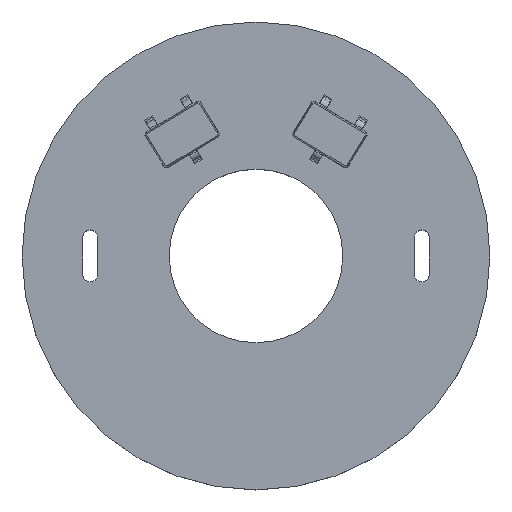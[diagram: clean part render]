
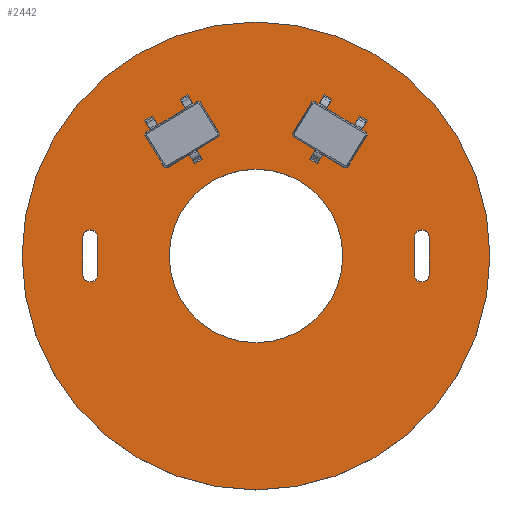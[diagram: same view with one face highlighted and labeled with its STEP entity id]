
A CAD part, top view. The second image highlights one B-rep face of the part: STEP entity #2442.
In plain terms, the highlighted planar face has unit normal (0, 0, 1).
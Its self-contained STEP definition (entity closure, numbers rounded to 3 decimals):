
#2324 = VERTEX_POINT('',#2325);
#2325 = CARTESIAN_POINT('',(10.792,0.,1.6));
#2331 = EDGE_CURVE('',#2324,#2324,#2332,.T.);
#2332 = CIRCLE('',#2333,10.792);
#2333 = AXIS2_PLACEMENT_3D('',#2334,#2335,#2336);
#2334 = CARTESIAN_POINT('',(0.,0.,1.6));
#2335 = DIRECTION('',(0.,0.,1.));
#2336 = DIRECTION('',(1.,0.,-0.));
#2442 = ADVANCED_FACE('',(#2443,#2446,#2482,#2493),#2529,.T.);
#2443 = FACE_BOUND('',#2444,.T.);
#2444 = EDGE_LOOP('',(#2445));
#2445 = ORIENTED_EDGE('',*,*,#2331,.T.);
#2446 = FACE_BOUND('',#2447,.T.);
#2447 = EDGE_LOOP('',(#2448,#2459,#2467,#2476));
#2448 = ORIENTED_EDGE('',*,*,#2449,.T.);
#2449 = EDGE_CURVE('',#2450,#2452,#2454,.T.);
#2450 = VERTEX_POINT('',#2451);
#2451 = CARTESIAN_POINT('',(-8.,0.85,1.6));
#2452 = VERTEX_POINT('',#2453);
#2453 = CARTESIAN_POINT('',(-7.3,0.85,1.6));
#2454 = CIRCLE('',#2455,0.35);
#2455 = AXIS2_PLACEMENT_3D('',#2456,#2457,#2458);
#2456 = CARTESIAN_POINT('',(-7.65,0.85,1.6));
#2457 = DIRECTION('',(0.,-0.,-1.));
#2458 = DIRECTION('',(1.,0.,-0.));
#2459 = ORIENTED_EDGE('',*,*,#2460,.T.);
#2460 = EDGE_CURVE('',#2452,#2461,#2463,.T.);
#2461 = VERTEX_POINT('',#2462);
#2462 = CARTESIAN_POINT('',(-7.3,-0.85,1.6));
#2463 = LINE('',#2464,#2465);
#2464 = CARTESIAN_POINT('',(-7.3,-0.425,1.6));
#2465 = VECTOR('',#2466,1.);
#2466 = DIRECTION('',(0.,-1.,0.));
#2467 = ORIENTED_EDGE('',*,*,#2468,.T.);
#2468 = EDGE_CURVE('',#2461,#2469,#2471,.T.);
#2469 = VERTEX_POINT('',#2470);
#2470 = CARTESIAN_POINT('',(-8.,-0.85,1.6));
#2471 = CIRCLE('',#2472,0.35);
#2472 = AXIS2_PLACEMENT_3D('',#2473,#2474,#2475);
#2473 = CARTESIAN_POINT('',(-7.65,-0.85,1.6));
#2474 = DIRECTION('',(-0.,0.,-1.));
#2475 = DIRECTION('',(-1.,0.,0.));
#2476 = ORIENTED_EDGE('',*,*,#2477,.T.);
#2477 = EDGE_CURVE('',#2469,#2450,#2478,.T.);
#2478 = LINE('',#2479,#2480);
#2479 = CARTESIAN_POINT('',(-8.,0.425,1.6));
#2480 = VECTOR('',#2481,1.);
#2481 = DIRECTION('',(-0.,1.,0.));
#2482 = FACE_BOUND('',#2483,.T.);
#2483 = EDGE_LOOP('',(#2484));
#2484 = ORIENTED_EDGE('',*,*,#2485,.F.);
#2485 = EDGE_CURVE('',#2486,#2486,#2488,.T.);
#2486 = VERTEX_POINT('',#2487);
#2487 = CARTESIAN_POINT('',(4.,0.,1.6));
#2488 = CIRCLE('',#2489,4.);
#2489 = AXIS2_PLACEMENT_3D('',#2490,#2491,#2492);
#2490 = CARTESIAN_POINT('',(0.,0.,1.6));
#2491 = DIRECTION('',(0.,0.,1.));
#2492 = DIRECTION('',(1.,0.,-0.));
#2493 = FACE_BOUND('',#2494,.T.);
#2494 = EDGE_LOOP('',(#2495,#2506,#2514,#2523));
#2495 = ORIENTED_EDGE('',*,*,#2496,.T.);
#2496 = EDGE_CURVE('',#2497,#2499,#2501,.T.);
#2497 = VERTEX_POINT('',#2498);
#2498 = CARTESIAN_POINT('',(8.,-0.85,1.6));
#2499 = VERTEX_POINT('',#2500);
#2500 = CARTESIAN_POINT('',(7.3,-0.85,1.6));
#2501 = CIRCLE('',#2502,0.35);
#2502 = AXIS2_PLACEMENT_3D('',#2503,#2504,#2505);
#2503 = CARTESIAN_POINT('',(7.65,-0.85,1.6));
#2504 = DIRECTION('',(-0.,0.,-1.));
#2505 = DIRECTION('',(-1.,0.,0.));
#2506 = ORIENTED_EDGE('',*,*,#2507,.T.);
#2507 = EDGE_CURVE('',#2499,#2508,#2510,.T.);
#2508 = VERTEX_POINT('',#2509);
#2509 = CARTESIAN_POINT('',(7.3,0.85,1.6));
#2510 = LINE('',#2511,#2512);
#2511 = CARTESIAN_POINT('',(7.3,0.425,1.6));
#2512 = VECTOR('',#2513,1.);
#2513 = DIRECTION('',(-0.,1.,0.));
#2514 = ORIENTED_EDGE('',*,*,#2515,.T.);
#2515 = EDGE_CURVE('',#2508,#2516,#2518,.T.);
#2516 = VERTEX_POINT('',#2517);
#2517 = CARTESIAN_POINT('',(8.,0.85,1.6));
#2518 = CIRCLE('',#2519,0.35);
#2519 = AXIS2_PLACEMENT_3D('',#2520,#2521,#2522);
#2520 = CARTESIAN_POINT('',(7.65,0.85,1.6));
#2521 = DIRECTION('',(0.,-0.,-1.));
#2522 = DIRECTION('',(1.,0.,-0.));
#2523 = ORIENTED_EDGE('',*,*,#2524,.T.);
#2524 = EDGE_CURVE('',#2516,#2497,#2525,.T.);
#2525 = LINE('',#2526,#2527);
#2526 = CARTESIAN_POINT('',(8.,-0.425,1.6));
#2527 = VECTOR('',#2528,1.);
#2528 = DIRECTION('',(0.,-1.,0.));
#2529 = PLANE('',#2530);
#2530 = AXIS2_PLACEMENT_3D('',#2531,#2532,#2533);
#2531 = CARTESIAN_POINT('',(0.,0.,1.6));
#2532 = DIRECTION('',(0.,0.,1.));
#2533 = DIRECTION('',(1.,0.,-0.));
